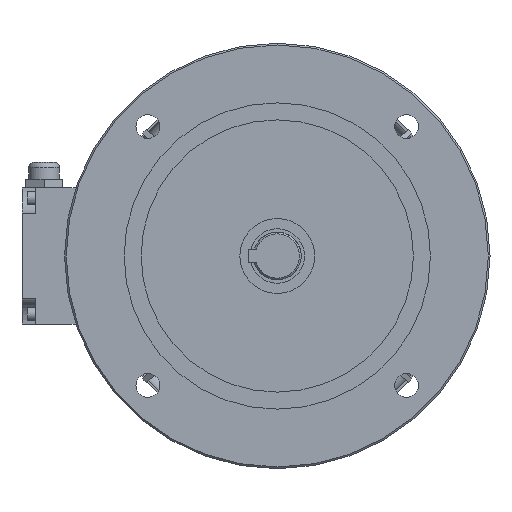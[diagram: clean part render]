
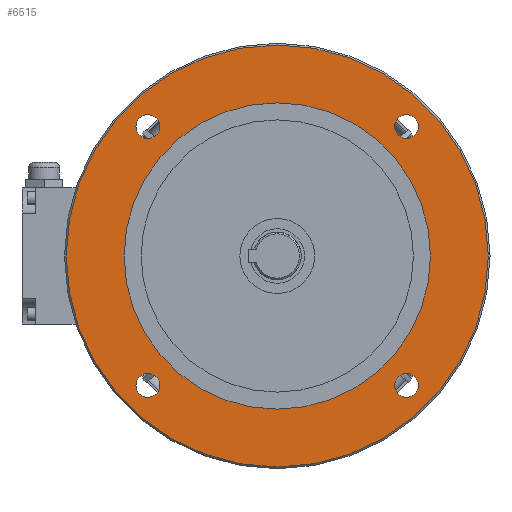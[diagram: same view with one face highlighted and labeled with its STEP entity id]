
A CAD part, left-side view. The second image highlights one B-rep face of the part: STEP entity #6515.
In plain terms, the highlighted planar face has unit normal (-1, 0, 0).
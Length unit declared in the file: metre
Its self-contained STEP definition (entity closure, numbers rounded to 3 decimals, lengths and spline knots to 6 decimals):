
#2803=ORIENTED_EDGE('',*,*,#4115,.F.);
#2804=ORIENTED_EDGE('',*,*,#4116,.F.);
#2805=ORIENTED_EDGE('',*,*,#4117,.F.);
#2806=ORIENTED_EDGE('',*,*,#4118,.F.);
#2807=ORIENTED_EDGE('',*,*,#4119,.F.);
#2808=ORIENTED_EDGE('',*,*,#4120,.T.);
#4115=EDGE_CURVE('',#4776,#4776,#5065,.T.);
#4116=EDGE_CURVE('',#4777,#4777,#5066,.T.);
#4117=EDGE_CURVE('',#4778,#4778,#5067,.T.);
#4118=EDGE_CURVE('',#4779,#4779,#5068,.T.);
#4119=EDGE_CURVE('',#4780,#4780,#5069,.T.);
#4120=EDGE_CURVE('',#4781,#4781,#5070,.T.);
#4776=VERTEX_POINT('',#11249);
#4777=VERTEX_POINT('',#11251);
#4778=VERTEX_POINT('',#11253);
#4779=VERTEX_POINT('',#11255);
#4780=VERTEX_POINT('',#11257);
#4781=VERTEX_POINT('',#11259);
#5065=CIRCLE('',#7156,0.070723);
#5066=CIRCLE('',#7157,0.005501);
#5067=CIRCLE('',#7158,0.005501);
#5068=CIRCLE('',#7159,0.005501);
#5069=CIRCLE('',#7160,0.005501);
#5070=CIRCLE('',#7161,0.097441);
#5400=EDGE_LOOP('',(#2803));
#5401=EDGE_LOOP('',(#2804));
#5402=EDGE_LOOP('',(#2805));
#5403=EDGE_LOOP('',(#2806));
#5404=EDGE_LOOP('',(#2807));
#5405=EDGE_LOOP('',(#2808));
#5873=FACE_BOUND('',#5400,.T.);
#5874=FACE_BOUND('',#5401,.T.);
#5875=FACE_BOUND('',#5402,.T.);
#5876=FACE_BOUND('',#5403,.T.);
#5877=FACE_BOUND('',#5404,.T.);
#5878=FACE_BOUND('',#5405,.T.);
#6184=PLANE('',#7155);
#6515=ADVANCED_FACE('',(#5873,#5874,#5875,#5876,#5877,#5878),#6184,.F.);
#7155=AXIS2_PLACEMENT_3D('',#11247,#8706,#8707);
#7156=AXIS2_PLACEMENT_3D('',#11248,#8708,#8709);
#7157=AXIS2_PLACEMENT_3D('',#11250,#8710,#8711);
#7158=AXIS2_PLACEMENT_3D('',#11252,#8712,#8713);
#7159=AXIS2_PLACEMENT_3D('',#11254,#8714,#8715);
#7160=AXIS2_PLACEMENT_3D('',#11256,#8716,#8717);
#7161=AXIS2_PLACEMENT_3D('',#11258,#8718,#8719);
#8706=DIRECTION('',(1.,0.,0.));
#8707=DIRECTION('',(0.,0.,-1.));
#8708=DIRECTION('',(-1.,0.,0.));
#8709=DIRECTION('',(0.,0.,1.));
#8710=DIRECTION('',(-1.,0.,0.));
#8711=DIRECTION('',(0.,0.,1.));
#8712=DIRECTION('',(-1.,0.,0.));
#8713=DIRECTION('',(0.,0.,1.));
#8714=DIRECTION('',(-1.,0.,0.));
#8715=DIRECTION('',(0.,0.,1.));
#8716=DIRECTION('',(-1.,0.,0.));
#8717=DIRECTION('',(0.,0.,1.));
#8718=DIRECTION('',(-1.,0.,0.));
#8719=DIRECTION('',(0.,0.,-1.));
#11247=CARTESIAN_POINT('',(0.,0.070723,0.));
#11248=CARTESIAN_POINT('',(0.,0.,0.));
#11249=CARTESIAN_POINT('',(0.,0.,0.070723));
#11250=CARTESIAN_POINT('',(0.,0.059733,0.059733));
#11251=CARTESIAN_POINT('',(0.,0.059733,0.065234));
#11252=CARTESIAN_POINT('',(0.,-0.059733,0.059733));
#11253=CARTESIAN_POINT('',(0.,-0.059733,0.065234));
#11254=CARTESIAN_POINT('',(0.,-0.059733,-0.059733));
#11255=CARTESIAN_POINT('',(0.,-0.059733,-0.054232));
#11256=CARTESIAN_POINT('',(0.,0.059733,-0.059733));
#11257=CARTESIAN_POINT('',(0.,0.059733,-0.054232));
#11258=CARTESIAN_POINT('',(0.,0.,0.));
#11259=CARTESIAN_POINT('',(0.,0.,-0.097441));
